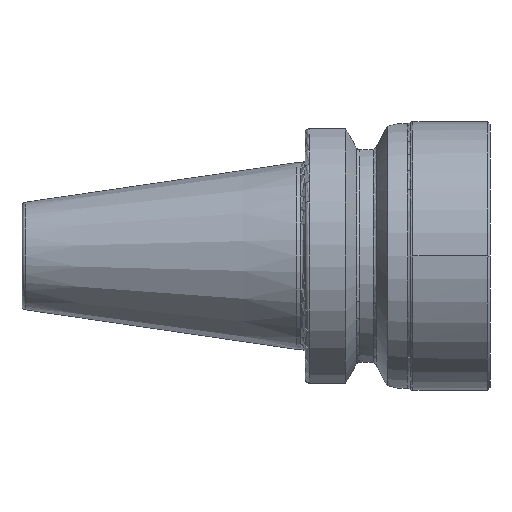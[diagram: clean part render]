
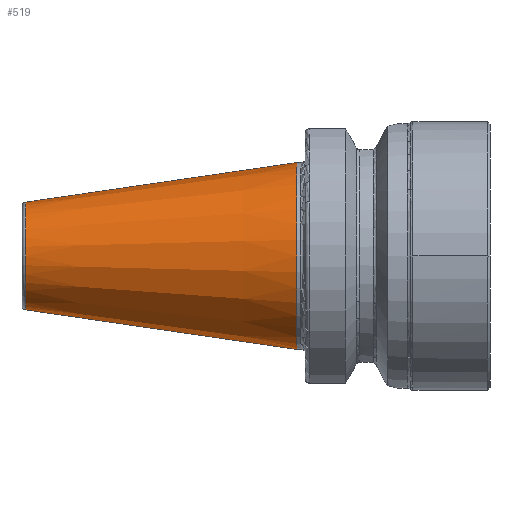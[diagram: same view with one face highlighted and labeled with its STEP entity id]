
A CAD part, front view. The second image highlights one B-rep face of the part: STEP entity #519.
In plain terms, the highlighted conical face has half-angle 8.297 degrees and reference radius 22.225 mm.
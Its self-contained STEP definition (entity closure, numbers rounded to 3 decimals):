
#138 = DIRECTION ( 'NONE',  ( 0., 0., 1. ) ) ;
#142 = CARTESIAN_POINT ( 'NONE',  ( -64.544, 0., -12.812 ) ) ;
#391 = EDGE_LOOP ( 'NONE', ( #3449, #4334, #3248, #3118 ) ) ;
#474 = VERTEX_POINT ( 'NONE', #142 ) ;
#476 = CIRCLE ( 'NONE', #1357, 12.812 ) ;
#519 = ADVANCED_FACE ( 'NONE', ( #2331 ), #3078, .T. ) ;
#588 = CARTESIAN_POINT ( 'NONE',  ( -64.544, 0., 12.812 ) ) ;
#641 = DIRECTION ( 'NONE',  ( 1., 0., 0. ) ) ;
#730 = CARTESIAN_POINT ( 'NONE',  ( 0., 0., -22.225 ) ) ;
#1085 = LINE ( 'NONE', #730, #5549 ) ;
#1234 = CARTESIAN_POINT ( 'NONE',  ( 0., 0., 22.225 ) ) ;
#1357 = AXIS2_PLACEMENT_3D ( 'NONE', #4580, #2007, #5024 ) ;
#1883 = CIRCLE ( 'NONE', #5230, 22.225 ) ;
#2007 = DIRECTION ( 'NONE',  ( -1., 0., 0. ) ) ;
#2151 = CARTESIAN_POINT ( 'NONE',  ( 0., 0., 22.225 ) ) ;
#2331 = FACE_OUTER_BOUND ( 'NONE', #391, .T. ) ;
#2335 = EDGE_CURVE ( 'NONE', #474, #2392, #1085, .T. ) ;
#2392 = VERTEX_POINT ( 'NONE', #5076 ) ;
#2504 = VERTEX_POINT ( 'NONE', #2151 ) ;
#2700 = VERTEX_POINT ( 'NONE', #588 ) ;
#2709 = DIRECTION ( 'NONE',  ( -1., 0., 0. ) ) ;
#2811 = LINE ( 'NONE', #1234, #4980 ) ;
#3078 = CONICAL_SURFACE ( 'NONE', #5028, 22.225, 0.145 ) ;
#3118 = ORIENTED_EDGE ( 'NONE', *, *, #3250, .T. ) ;
#3248 = ORIENTED_EDGE ( 'NONE', *, *, #2335, .T. ) ;
#3250 = EDGE_CURVE ( 'NONE', #2392, #2504, #1883, .T. ) ;
#3357 = EDGE_CURVE ( 'NONE', #474, #2700, #476, .T. ) ;
#3449 = ORIENTED_EDGE ( 'NONE', *, *, #4985, .F. ) ;
#3729 = DIRECTION ( 'NONE',  ( 0.99, 0., -0.144 ) ) ;
#4236 = DIRECTION ( 'NONE',  ( 0.99, 0., 0.144 ) ) ;
#4334 = ORIENTED_EDGE ( 'NONE', *, *, #3357, .F. ) ;
#4480 = CARTESIAN_POINT ( 'NONE',  ( 0., 0., 0. ) ) ;
#4580 = CARTESIAN_POINT ( 'NONE',  ( -64.544, 0., 0. ) ) ;
#4892 = DIRECTION ( 'NONE',  ( 0., 0., -1. ) ) ;
#4980 = VECTOR ( 'NONE', #4236, 1000. ) ;
#4985 = EDGE_CURVE ( 'NONE', #2700, #2504, #2811, .T. ) ;
#5024 = DIRECTION ( 'NONE',  ( 0., 0., 1. ) ) ;
#5028 = AXIS2_PLACEMENT_3D ( 'NONE', #4480, #641, #4892 ) ;
#5076 = CARTESIAN_POINT ( 'NONE',  ( 0., 0., -22.225 ) ) ;
#5230 = AXIS2_PLACEMENT_3D ( 'NONE', #5315, #2709, #138 ) ;
#5315 = CARTESIAN_POINT ( 'NONE',  ( 0., 0., 0. ) ) ;
#5549 = VECTOR ( 'NONE', #3729, 1000. ) ;
